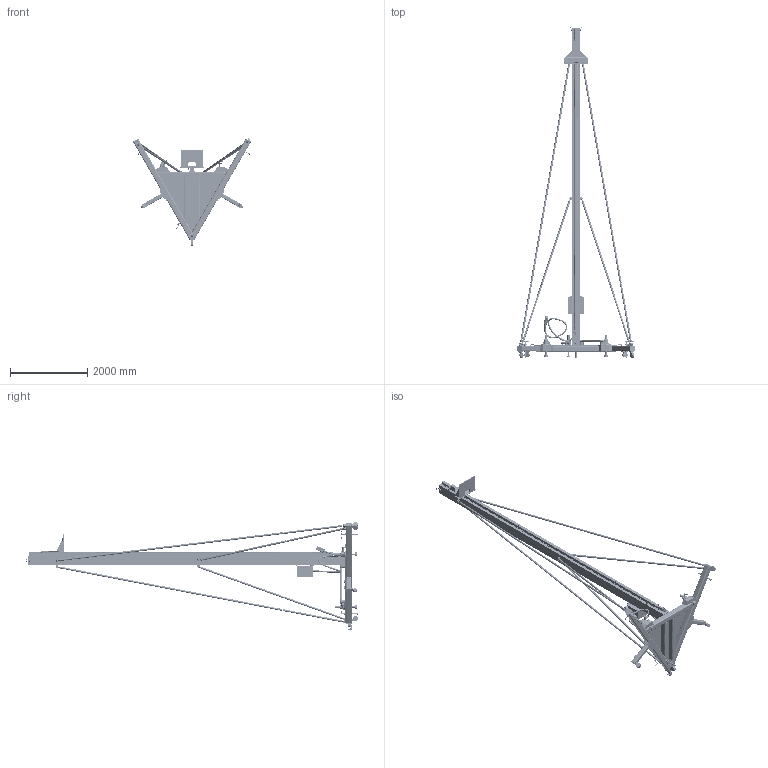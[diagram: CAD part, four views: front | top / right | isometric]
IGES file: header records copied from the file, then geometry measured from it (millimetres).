
Start section: SolidWorks IGES file using analytic representation for surfaces
Global section: file name: MVTB-25FT SHELF.IGS; native system: SolidWorks 2016; preprocessor: SolidWorks 2016; author: igipson; date: 160405.141353; units: inch
Bounding box: 3048 x 8574.15 x 2782.49 mm (x, y, z)
Surface area: 28170292.3 mm2 (no closed solid volume)
Topology: 0 solids, 0 shells, 10928 faces, 139957 edges, 166151 vertices
Faces by surface type: revolution 5472, bspline 5456
